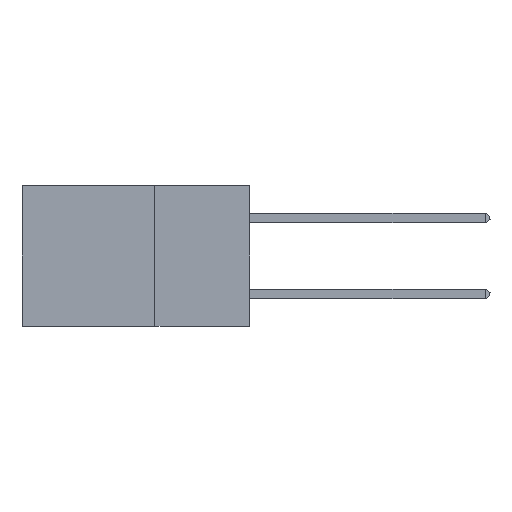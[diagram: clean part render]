
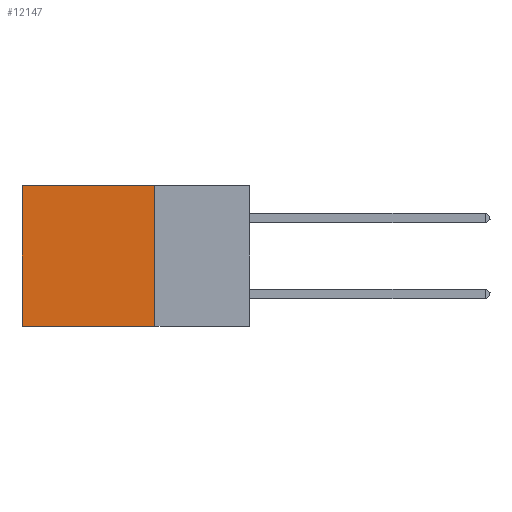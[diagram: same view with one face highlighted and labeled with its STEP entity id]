
A CAD part, left-side view. The second image highlights one B-rep face of the part: STEP entity #12147.
In plain terms, the highlighted planar face has unit normal (-1, 0, 0).
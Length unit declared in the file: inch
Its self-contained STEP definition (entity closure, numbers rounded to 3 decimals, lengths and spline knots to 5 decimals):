
#84 = DIRECTION ( 'NONE',  ( 0., 0., -1. ) ) ;
#249 = EDGE_CURVE ( 'NONE', #18048, #22312, #11121, .T. ) ;
#570 = ORIENTED_EDGE ( 'NONE', *, *, #24603, .T. ) ;
#3209 = LINE ( 'NONE', #14827, #7921 ) ;
#3308 = CARTESIAN_POINT ( 'NONE',  ( 0.2875, 0.6, -0.37 ) ) ;
#4357 = EDGE_CURVE ( 'NONE', #13060, #10511, #6143, .T. ) ;
#4377 = DIRECTION ( 'NONE',  ( 0., 1., 0. ) ) ;
#4854 = LINE ( 'NONE', #11243, #16350 ) ;
#4942 = DIRECTION ( 'NONE',  ( 0., 0., -1. ) ) ;
#6143 = LINE ( 'NONE', #16008, #17602 ) ;
#7921 = VECTOR ( 'NONE', #4942, 39.37008 ) ;
#8006 = VECTOR ( 'NONE', #9715, 39.37008 ) ;
#8140 = PLANE ( 'NONE',  #22293 ) ;
#9004 = FACE_OUTER_BOUND ( 'NONE', #24646, .T. ) ;
#9715 = DIRECTION ( 'NONE',  ( 0., 1., 0. ) ) ;
#9961 = DIRECTION ( 'NONE',  ( 1., 0., 0. ) ) ;
#10511 = VERTEX_POINT ( 'NONE', #3308 ) ;
#11121 = LINE ( 'NONE', #25305, #8006 ) ;
#11243 = CARTESIAN_POINT ( 'NONE',  ( 0.2875, 0.25, 0. ) ) ;
#12147 = ADVANCED_FACE ( 'NONE', ( #9004 ), #8140, .F. ) ;
#13060 = VERTEX_POINT ( 'NONE', #25063 ) ;
#13114 = CARTESIAN_POINT ( 'NONE',  ( 0.2875, 0.6, 0. ) ) ;
#13226 = DIRECTION ( 'NONE',  ( 0., 0., -1. ) ) ;
#14827 = CARTESIAN_POINT ( 'NONE',  ( 0.2875, 0.6, 0. ) ) ;
#15105 = ORIENTED_EDGE ( 'NONE', *, *, #249, .T. ) ;
#16008 = CARTESIAN_POINT ( 'NONE',  ( 0.2875, 0.25, -0.37 ) ) ;
#16350 = VECTOR ( 'NONE', #13226, 39.37008 ) ;
#17602 = VECTOR ( 'NONE', #4377, 39.37008 ) ;
#18048 = VERTEX_POINT ( 'NONE', #25005 ) ;
#19947 = CARTESIAN_POINT ( 'NONE',  ( 0.2875, 0.25, 0. ) ) ;
#21548 = ORIENTED_EDGE ( 'NONE', *, *, #4357, .F. ) ;
#21671 = EDGE_CURVE ( 'NONE', #18048, #13060, #4854, .T. ) ;
#22293 = AXIS2_PLACEMENT_3D ( 'NONE', #19947, #9961, #84 ) ;
#22312 = VERTEX_POINT ( 'NONE', #13114 ) ;
#24253 = ORIENTED_EDGE ( 'NONE', *, *, #21671, .F. ) ;
#24603 = EDGE_CURVE ( 'NONE', #22312, #10511, #3209, .T. ) ;
#24646 = EDGE_LOOP ( 'NONE', ( #570, #21548, #24253, #15105 ) ) ;
#25005 = CARTESIAN_POINT ( 'NONE',  ( 0.2875, 0.25, 0. ) ) ;
#25063 = CARTESIAN_POINT ( 'NONE',  ( 0.2875, 0.25, -0.37 ) ) ;
#25305 = CARTESIAN_POINT ( 'NONE',  ( 0.2875, 0.25, 0. ) ) ;
